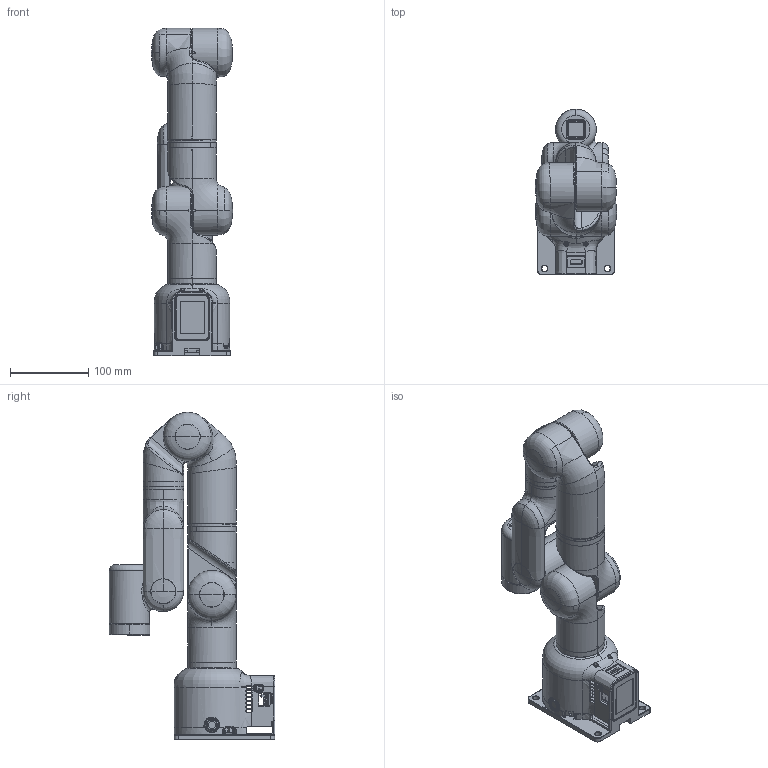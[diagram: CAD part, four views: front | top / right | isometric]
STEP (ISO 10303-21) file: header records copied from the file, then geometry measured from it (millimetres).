
FILE_DESCRIPTION((''),'2;1');
FILE_NAME('COBOX00_ASM_ASM','2023-12-25T16:28:25',('Elephant'),(''),'CREO PARAMETRIC BY PTC INC, 2021284','CREO PARAMETRIC BY PTC INC, 2021284','');
FILE_SCHEMA(('CONFIG_CONTROL_DESIGN','SHAPE_APPEARANCE_LAYERS_GROUPS'));
Length unit declared in the file: millimetre
Products named in the file (50): 0008_1_1; 6_1_1; ADMI7C1D7HVC_114_1_1_1; ADMI7C1D7HVC_126_1_1_1; ADMI7C1D7HVC_211_1_1_1; ADMI7C1D7HVC_254_1_1_1; ADMI7C1D7HVC_ASM_1_ASM_1_ASM_1_ASM; CM4_ASM_ASM_1_ASM_1_ASM_1_ASM; CM4_ASM_1_ASM_1_ASM; DC00_1_1_1; TYPE_C_M5V1_400_1_1_1; _______M5V1_400_1_1_1; 0002_1_1_1; BASE_ASM_1_ASM_1_ASM; 00_ASM_1_ASM_1_ASM; 00_ASM_ASM_1_ASM; J1-2_1; J200_1; J2-3_1; J3-4_1; J3000_1; J4-5_1; J5-6_1; J5000_1; J7_1; J600_1-297462; NONE-8108_1_1; NONE-20040_1_1; NONE-28351_1_1; NONE-28417_1_1; NONE-36629_1_1; NONE-40324_1_1; NONE-40404_1_1; NONE-48719_1_1; NONE-60650_1_1; NONE-68859_1_1; NONE-68946_1_1; NONE-77186_1_1; NONE-85390_1_1; NONE-89073_1_1 ...
Assembly tree (51 placements, depth 8):
  COBOX00_ASM_ASM
    COBOX00_ASM_1_ASM
      00_ASM_ASM_1_ASM
        00_ASM_1_ASM_1_ASM
          0008_1_1
          6_1_1
          CM4_ASM_1_ASM_1_ASM
            CM4_ASM_ASM_1_ASM_1_ASM_1_ASM
              ADMI7C1D7HVC_ASM_1_ASM_1_ASM_1_ASM
                ADMI7C1D7HVC_114_1_1_1
                ADMI7C1D7HVC_126_1_1_1
                ADMI7C1D7HVC_211_1_1_1
                ADMI7C1D7HVC_254_1_1_1
          BASE_ASM_1_ASM_1_ASM
            DC00_1_1_1
            TYPE_C_M5V1_400_1_1_1
            _______M5V1_400_1_1_1
            0002_1_1_1
      J1-2_1
      J200_1  x2
      J2-3_1
      J3-4_1
      J3000_1
      J4-5_1
      J5-6_1
      J5000_1
      J7_1
      J600_1-297462
      ATOM_PCBA_ASM_1_ASM_1_ASM
        NONE-8108_1_1
        NONE-20040_1_1
        NONE-28351_1_1
        NONE-28417_1_1
        NONE-36629_1_1
        NONE-40324_1_1
        NONE-40404_1_1
        NONE-48719_1_1
        NONE-60650_1_1
        NONE-68859_1_1
        NONE-68946_1_1
        NONE-77186_1_1
        NONE-85390_1_1
        NONE-89073_1_1
        NONE-126140_1_1
        NONE-272657_1_1
      0001_1
      J700_1_1
      J600_1-462850
      000_1-463126  x2
      000_1-463410
Bounding box: 103.42 x 210.78 x 417.15 mm (x, y, z)
Volume: 1926323.3 mm3; surface area: 385116.3 mm2
Topology: 44 solids, 64 shells, 4730 faces, 13144 edges, 8538 vertices
Faces by surface type: plane 2666, cylinder 1071, cone 474, bspline 300, torus 163, extrusion 24, revolution 22, sphere 10
Entity records: 246427 total; most frequent: CARTESIAN_POINT 73805, ORIENTED_EDGE 26200, DIRECTION 22780, PRESENTATION_STYLE_ASSIGNMENT 13115, STYLED_ITEM 13115, EDGE_CURVE 13100, CURVE_STYLE 9676, VERTEX_POINT 8524
